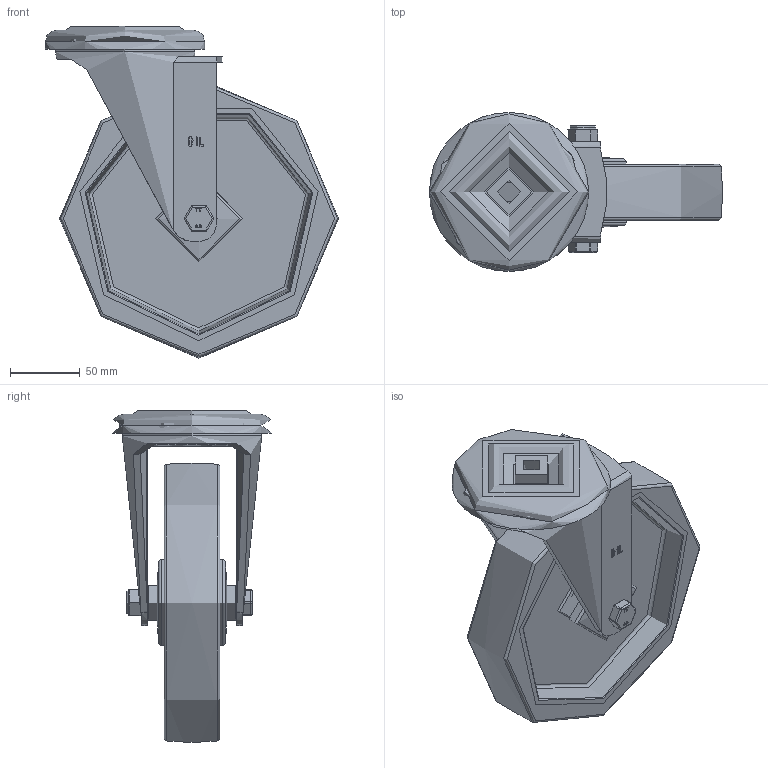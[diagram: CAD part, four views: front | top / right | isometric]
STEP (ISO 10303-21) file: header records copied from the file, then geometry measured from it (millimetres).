
FILE_DESCRIPTION(/* description */ (''),/* implementation_level */ '2;1');
FILE_NAME(/* name */ 'BZMM200STPRBJBH16.step',/* time_stamp */ '2024-10-02T12:45:42+01:00',/* author */ (''),/* organization */ (''),/* preprocessor_version */ 'ST-DEVELOPER v20',/* originating_system */ 'Autodesk Translation Framework v13.20.0.188',/* authorisation */ '');
FILE_SCHEMA (('AUTOMOTIVE_DESIGN { 1 0 10303 214 3 1 1 }'));
Length unit declared in the file: millimetre
Products named in the file (23): BZMM200STPRBJBH16; BZMM200ASBH16 - 64 v1; ZINC PLATED, PRESSED STEEL HEAD; ZINC PLATED, PRESSED STEEL FORKS; BZH200WSTPRBJM12 v1; 65 SHORE A THERMOPLASTIC RUBBER TYRE; POLYPROPYLENE RIM; BEARING6204; INNER; OUTER; BALL BEARINGS; Component3; MIDDLE; RUBBER; CAP; CAP Geometry; CAP2; HEXBOLTM12X80Z8.8 v2; GRADE 8.8 ZINC PLATED BOLT; NYLOCM12Z v1; NYLOC NUT; NUT; RUBBER (1)
Assembly tree (29 placements, depth 5):
  BZMM200STPRBJBH16
    BZMM200ASBH16 - 64 v1
      ZINC PLATED, PRESSED STEEL HEAD
      ZINC PLATED, PRESSED STEEL FORKS
    BZH200WSTPRBJM12 v1
      65 SHORE A THERMOPLASTIC RUBBER TYRE
      POLYPROPYLENE RIM
      BEARING6204
        INNER
        OUTER
        BALL BEARINGS
          Component3  x8
        MIDDLE
        RUBBER
      CAP
        CAP Geometry
        CAP2
    HEXBOLTM12X80Z8.8 v2
      GRADE 8.8 ZINC PLATED BOLT
    NYLOCM12Z v1
      NYLOC NUT
        NUT
        RUBBER (1)
Bounding box: 210 x 114 x 237.91 mm (x, y, z)
Volume: 822635.9 mm3; surface area: 298630.5 mm2
Topology: 22 solids, 22 shells, 778 faces, 1917 edges, 1252 vertices
Faces by surface type: plane 318, bspline 197, cylinder 171, sphere 42, torus 37, cone 13
Full cylindrical faces by diameter (mm): 9.836 x18, 11.834 x18, 12 x3, 12.2 x2, 12.6 x2, 14 x2, 16.2 x1, 18 x1, 18.5 x1, 19.9 x2, 20 x1, 25 x2, 26.25 x2, 27 x1, 28.5 x4, 30.8 x2, 31.3 x2, 32.5 x3, 40.3 x2, 40.5 x2, 40.8 x2, 41 x1, 42 x5, 43 x2, 46 x2, 47 x3, 48 x2, 52 x1, 52.5 x2, 56.5 x2
Entity records: 31027 total; most frequent: CARTESIAN_POINT 13357, ORIENTED_EDGE 3752, DIRECTION 3031, EDGE_CURVE 1876, VERTEX_POINT 1236, AXIS2_PLACEMENT_3D 1105, EDGE_LOOP 920, LINE 821
